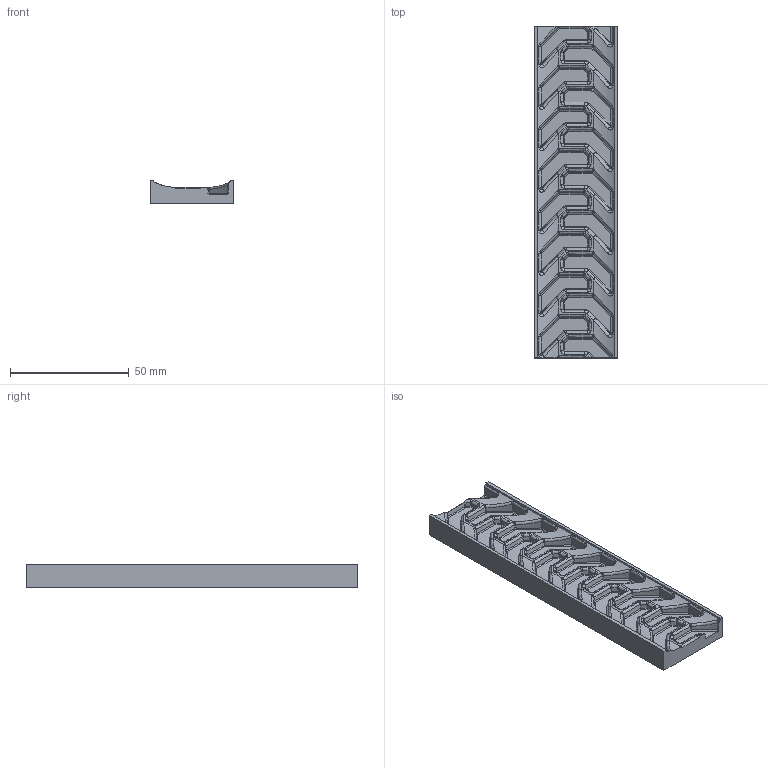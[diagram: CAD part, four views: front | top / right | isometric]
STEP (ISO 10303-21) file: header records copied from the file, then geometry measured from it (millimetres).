
FILE_DESCRIPTION((''),'2;1');
FILE_NAME('Rad_FINAL_NEGATIV Abwicklung 2013-06-17-2.stp','2013-06-18T00:02:07',('Roland'),(''),'Autodesk Inventor 2013','Autodesk Inventor 2013','');
FILE_SCHEMA(('AUTOMOTIVE_DESIGN { 1 0 10303 214 1 1 1 1 }'));
Length unit declared in the file: millimetre
Products named in the file (1): Rad_FINAL_NEGATIV Abwicklung 2013-06-17-2
Bounding box: 35 x 139.49 x 10 mm (x, y, z)
Volume: 0.5 mm3; surface area: 15941.9 mm2
Topology: 1 solids, 3 shells, 751 faces, 1725 edges, 942 vertices
Faces by surface type: bspline 622, cylinder 69, plane 60
Entity records: 33715 total; most frequent: CARTESIAN_POINT 20879, ORIENTED_EDGE 3350, EDGE_CURVE 1675, B_SPLINE_CURVE_WITH_KNOTS 1229, VERTEX_POINT 930, DIRECTION 844, EDGE_LOOP 751, STYLED_ITEM 750
